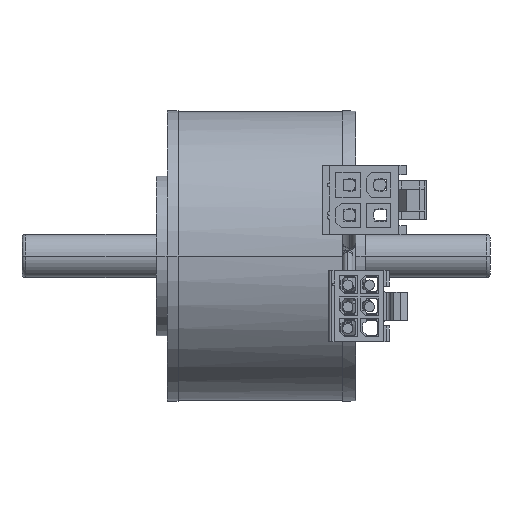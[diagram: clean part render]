
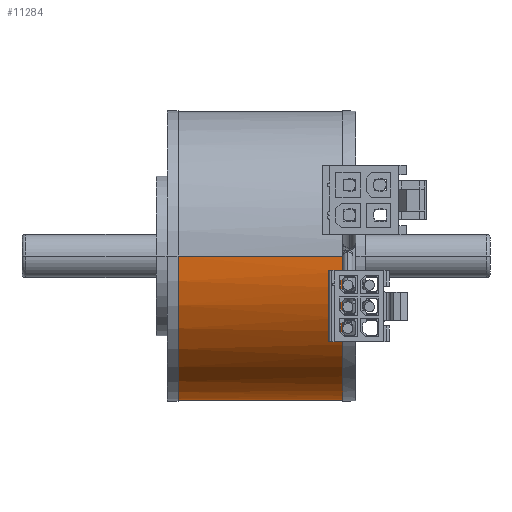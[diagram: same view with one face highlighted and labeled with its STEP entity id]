
A CAD part, front view. The second image highlights one B-rep face of the part: STEP entity #11284.
In plain terms, the highlighted cylindrical face has radius 19.95 mm (diameter 39.9 mm), a partial arc.
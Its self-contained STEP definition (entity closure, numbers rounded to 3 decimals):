
#1408=CARTESIAN_POINT('',(19.099,0.,0.));
#1409=DIRECTION('',(-1.,0.,0.));
#1410=DIRECTION('',(0.,1.,0.));
#1411=AXIS2_PLACEMENT_3D('',#1408,#1409,#1410);
#1431=DIRECTION('',(1.,0.,0.));
#1432=VECTOR('',#1431,22.7);
#1433=CARTESIAN_POINT('',(-3.601,-19.95,0.));
#1434=LINE('',#1433,#1432);
#1446=DIRECTION('',(1.,0.,0.));
#1447=VECTOR('',#1446,22.7);
#1448=CARTESIAN_POINT('',(-3.601,19.95,0.));
#1449=LINE('',#1448,#1447);
#1453=CARTESIAN_POINT('',(19.099,0.,0.));
#1454=DIRECTION('',(-1.,0.,0.));
#1455=DIRECTION('',(0.,-0.945,-0.328));
#1456=AXIS2_PLACEMENT_3D('',#1453,#1454,#1455);
#1461=CARTESIAN_POINT('',(-3.601,0.,0.));
#1462=DIRECTION('',(-1.,0.,0.));
#1463=DIRECTION('',(0.,1.,0.));
#1464=AXIS2_PLACEMENT_3D('',#1461,#1462,#1463);
#9265=CARTESIAN_POINT('',(19.099,-18.844,-6.55));
#9266=VERTEX_POINT('',#9265);
#9275=CARTESIAN_POINT('',(-3.601,19.95,0.));
#9276=CARTESIAN_POINT('',(19.099,19.95,0.));
#9277=VERTEX_POINT('',#9275);
#9278=VERTEX_POINT('',#9276);
#9279=CARTESIAN_POINT('',(-3.601,-19.95,0.));
#9280=VERTEX_POINT('',#9279);
#9281=CARTESIAN_POINT('',(19.099,-19.95,0.));
#9282=VERTEX_POINT('',#9281);
#11271=CARTESIAN_POINT('',(20.234,0.,0.));
#11272=DIRECTION('',(-1.,0.,0.));
#11273=DIRECTION('',(0.,1.,0.));
#11274=AXIS2_PLACEMENT_3D('',#11271,#11272,#11273);
#11275=CYLINDRICAL_SURFACE('',#11274,19.95);
#11276=ORIENTED_EDGE('',*,*,#11154,.F.);
#11277=ORIENTED_EDGE('',*,*,#11246,.F.);
#11278=ORIENTED_EDGE('',*,*,#11265,.F.);
#11280=ORIENTED_EDGE('',*,*,#11279,.T.);
#11281=ORIENTED_EDGE('',*,*,#11261,.T.);
#11282=EDGE_LOOP('',(#11276,#11277,#11278,#11280,#11281));
#11283=FACE_OUTER_BOUND('',#11282,.F.);
#11284=ADVANCED_FACE('',(#11283),#11275,.T.);
#1412=CIRCLE('',#1411,19.95);
#1457=CIRCLE('',#1456,19.95);
#1465=CIRCLE('',#1464,19.95);
#11154=EDGE_CURVE('',#9266,#9282,#1457,.T.);
#11246=EDGE_CURVE('',#9278,#9266,#1412,.T.);
#11261=EDGE_CURVE('',#9280,#9282,#1434,.T.);
#11265=EDGE_CURVE('',#9277,#9278,#1449,.T.);
#11279=EDGE_CURVE('',#9277,#9280,#1465,.T.);
